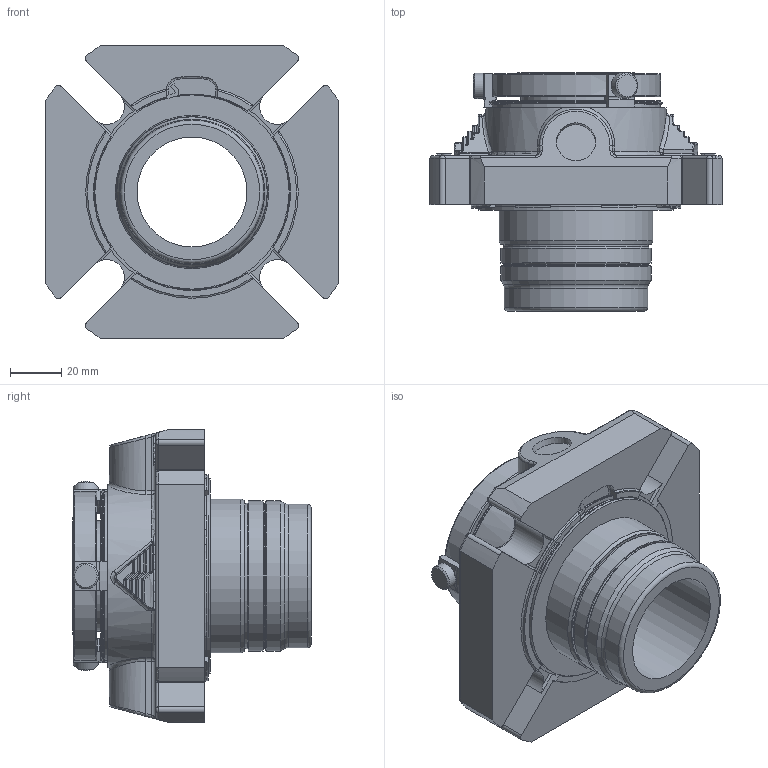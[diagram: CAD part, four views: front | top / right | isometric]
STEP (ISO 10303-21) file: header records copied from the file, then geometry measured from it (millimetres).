
FILE_DESCRIPTION(/* description */ ('Unknown'),/* implementation_level */ '2;1');
FILE_NAME(/* name */ '43mm - STEP',/* time_stamp */ '2023-01-26T15:13:33+00:00',/* author */ ('Unknown'),/* organization */ ('Unknown'),/* preprocessor_version */ 'ST-DEVELOPER v16.7',/* originating_system */ 'Solid Edge',/* authorisation */ 'Unknown');
FILE_SCHEMA (('AUTOMOTIVE_DESIGN {1 0 10303 214 3 1 1}'));
Length unit declared in the file: millimetre
Products named in the file (1): 43mm - 3
Bounding box: 114.3 x 93.24 x 114.3 mm (x, y, z)
Volume: 325793.1 mm3; surface area: 68508 mm2
Topology: 1 solids, 1 shells, 948 faces, 2431 edges, 1526 vertices
Faces by surface type: cylinder 313, plane 307, bspline 169, torus 97, sphere 36, cone 26
Full cylindrical faces by diameter (mm): 4.071 x2, 10 x3, 15.342 x2, 43.002 x1, 43.104 x1, 46.253 x1, 56.109 x1, 56.769 x2, 58.75 x1, 58.852 x1, 60.046 x1, 66.167 x3, 67.691 x1, 73.05 x1, 75.997 x1, 76 x1, 76.403 x1, 76.657 x1
Entity records: 31219 total; most frequent: CARTESIAN_POINT 9286, ORIENTED_EDGE 4722, DIRECTION 4289, EDGE_CURVE 2361, AXIS2_PLACEMENT_3D 1587, VERTEX_POINT 1508, LINE 1115, VECTOR 1115
